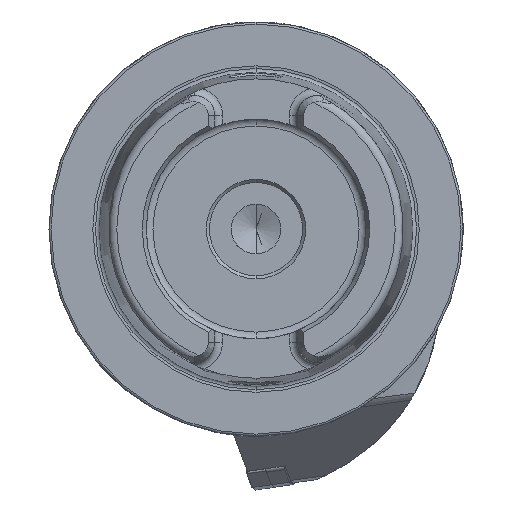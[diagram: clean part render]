
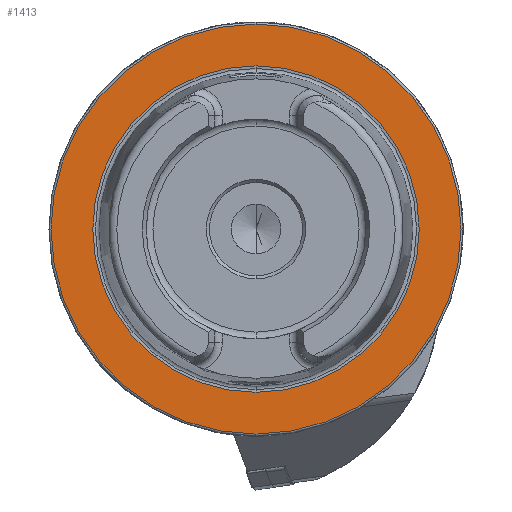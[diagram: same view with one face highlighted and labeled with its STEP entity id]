
A CAD part, left-side view. The second image highlights one B-rep face of the part: STEP entity #1413.
In plain terms, the highlighted planar face has unit normal (-1, 0, 0).
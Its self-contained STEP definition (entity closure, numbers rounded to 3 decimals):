
#363 = AXIS2_PLACEMENT_3D ( 'NONE', #7585, #7594, #7595 ) ;
#709 = VERTEX_POINT ( 'NONE', #13055 ) ;
#1059 = VERTEX_POINT ( 'NONE', #12439 ) ;
#1103 = VERTEX_POINT ( 'NONE', #12483 ) ;
#1170 = VERTEX_POINT ( 'NONE', #12550 ) ;
#1413 = ADVANCED_FACE ( 'NONE', ( #6207, #6038 ), #7589, .F. ) ;
#4327 = CARTESIAN_POINT ( 'NONE',  ( 0., 0., 0. ) ) ;
#4328 = DIRECTION ( 'NONE',  ( -1., 0., 0. ) ) ;
#4329 = DIRECTION ( 'NONE',  ( 0., 0., 1. ) ) ;
#4330 = CARTESIAN_POINT ( 'NONE',  ( 0., 0., 0. ) ) ;
#4331 = DIRECTION ( 'NONE',  ( -1., 0., 0. ) ) ;
#4332 = DIRECTION ( 'NONE',  ( 0., 0., 1. ) ) ;
#6038 = FACE_OUTER_BOUND ( 'NONE', #9242, .T. ) ;
#6207 = FACE_BOUND ( 'NONE', #9160, .T. ) ;
#6901 = CARTESIAN_POINT ( 'NONE',  ( 0., 0., 0. ) ) ;
#6902 = DIRECTION ( 'NONE',  ( -1., 0., 0. ) ) ;
#6903 = DIRECTION ( 'NONE',  ( 0., 0., 1. ) ) ;
#6911 = CARTESIAN_POINT ( 'NONE',  ( 0., 0., 0. ) ) ;
#6912 = DIRECTION ( 'NONE',  ( -1., 0., 0. ) ) ;
#6913 = DIRECTION ( 'NONE',  ( 0., 0., 1. ) ) ;
#7585 = CARTESIAN_POINT ( 'NONE',  ( 0., 49.5, 0. ) ) ;
#7589 = PLANE ( 'NONE',  #363 ) ;
#7594 = DIRECTION ( 'NONE',  ( 1., 0., 0. ) ) ;
#7595 = DIRECTION ( 'NONE',  ( 0., 0., -1. ) ) ;
#7953 = CIRCLE ( 'NONE', #14523, 39.414 ) ;
#8724 = CIRCLE ( 'NONE', #14522, 49.5 ) ;
#9160 = EDGE_LOOP ( 'NONE', ( #10328, #10256 ) ) ;
#9242 = EDGE_LOOP ( 'NONE', ( #10674, #10644 ) ) ;
#10256 = ORIENTED_EDGE ( 'NONE', *, *, #14287, .F. ) ;
#10328 = ORIENTED_EDGE ( 'NONE', *, *, #13564, .F. ) ;
#10644 = ORIENTED_EDGE ( 'NONE', *, *, #13563, .T. ) ;
#10674 = ORIENTED_EDGE ( 'NONE', *, *, #14293, .T. ) ;
#11143 = AXIS2_PLACEMENT_3D ( 'NONE', #6901, #6902, #6903 ) ;
#11146 = AXIS2_PLACEMENT_3D ( 'NONE', #6911, #6912, #6913 ) ;
#11277 = CIRCLE ( 'NONE', #11143, 39.414 ) ;
#11280 = CIRCLE ( 'NONE', #11146, 49.5 ) ;
#12439 = CARTESIAN_POINT ( 'NONE',  ( 0., 0., -39.414 ) ) ;
#12483 = CARTESIAN_POINT ( 'NONE',  ( 0., 0., -49.5 ) ) ;
#12550 = CARTESIAN_POINT ( 'NONE',  ( 0., 0., 49.5 ) ) ;
#13055 = CARTESIAN_POINT ( 'NONE',  ( 0., 0., 39.414 ) ) ;
#13563 = EDGE_CURVE ( 'NONE', #1103, #1170, #8724, .T. ) ;
#13564 = EDGE_CURVE ( 'NONE', #709, #1059, #7953, .T. ) ;
#14287 = EDGE_CURVE ( 'NONE', #1059, #709, #11277, .T. ) ;
#14293 = EDGE_CURVE ( 'NONE', #1170, #1103, #11280, .T. ) ;
#14522 = AXIS2_PLACEMENT_3D ( 'NONE', #4327, #4328, #4329 ) ;
#14523 = AXIS2_PLACEMENT_3D ( 'NONE', #4330, #4331, #4332 ) ;
